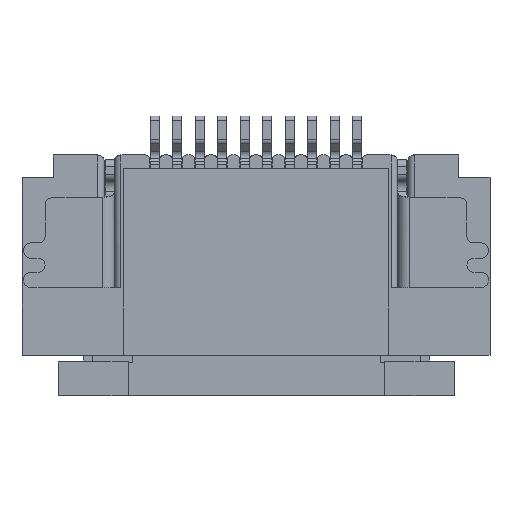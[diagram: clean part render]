
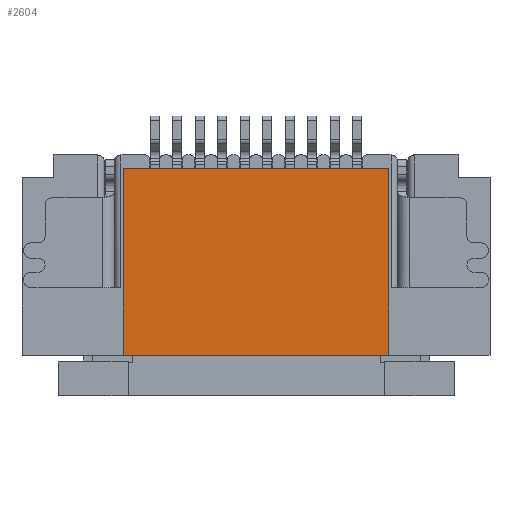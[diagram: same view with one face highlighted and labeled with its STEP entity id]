
A CAD part, top view. The second image highlights one B-rep face of the part: STEP entity #2604.
In plain terms, the highlighted planar face has unit normal (0, 0, 1).
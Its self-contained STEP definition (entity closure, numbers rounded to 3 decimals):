
#2604=ADVANCED_FACE('',(#4784),#3516,.F.);
#3516=PLANE('',#28823);
#4784=FACE_OUTER_BOUND('',#6140,.T.);
#6140=EDGE_LOOP('',(#12225,#12226,#12227,#12228));
#12225=ORIENTED_EDGE('',*,*,#19919,.F.);
#12226=ORIENTED_EDGE('',*,*,#19923,.T.);
#12227=ORIENTED_EDGE('',*,*,#19924,.F.);
#12228=ORIENTED_EDGE('',*,*,#19925,.F.);
#16339=VERTEX_POINT('',#43289);
#16340=VERTEX_POINT('',#43291);
#16343=VERTEX_POINT('',#43299);
#16344=VERTEX_POINT('',#43301);
#19919=EDGE_CURVE('',#16339,#16340,#23039,.T.);
#19923=EDGE_CURVE('',#16339,#16343,#23043,.T.);
#19924=EDGE_CURVE('',#16344,#16343,#23044,.T.);
#19925=EDGE_CURVE('',#16340,#16344,#23045,.T.);
#23039=LINE('',#43290,#26059);
#23043=LINE('',#43298,#26063);
#23044=LINE('',#43300,#26064);
#23045=LINE('',#43302,#26065);
#26059=VECTOR('',#34904,1.);
#26063=VECTOR('',#34910,1.);
#26064=VECTOR('',#34911,1.);
#26065=VECTOR('',#34912,1.);
#28823=AXIS2_PLACEMENT_3D('',#43303,#34913,#34914);
#34904=DIRECTION('',(1.,0.,0.));
#34910=DIRECTION('',(0.,-1.,0.));
#34911=DIRECTION('',(-1.,0.,0.));
#34912=DIRECTION('',(0.,-1.,0.));
#34913=DIRECTION('',(0.,0.,-1.));
#34914=DIRECTION('',(-1.,0.,0.));
#43289=CARTESIAN_POINT('',(-2.95,-0.3,1.695));
#43290=CARTESIAN_POINT('',(-2.86,-0.3,1.695));
#43291=CARTESIAN_POINT('',(2.95,-0.3,1.695));
#43298=CARTESIAN_POINT('',(-2.95,3.328,1.695));
#43299=CARTESIAN_POINT('',(-2.95,-4.45,1.695));
#43300=CARTESIAN_POINT('',(4.7,-4.45,1.695));
#43301=CARTESIAN_POINT('',(2.95,-4.45,1.695));
#43302=CARTESIAN_POINT('',(2.95,3.328,1.695));
#43303=CARTESIAN_POINT('',(3.02,-0.15,1.695));
